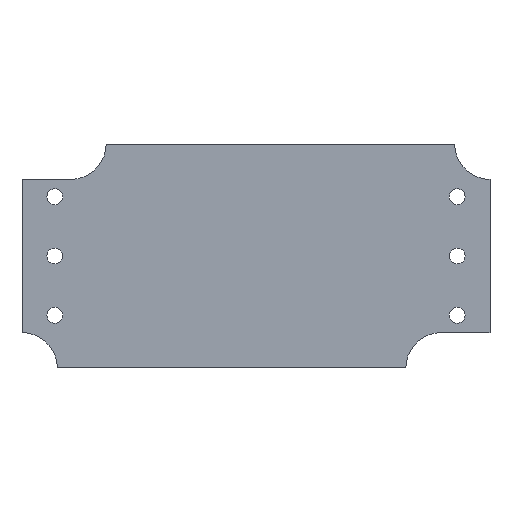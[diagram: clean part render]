
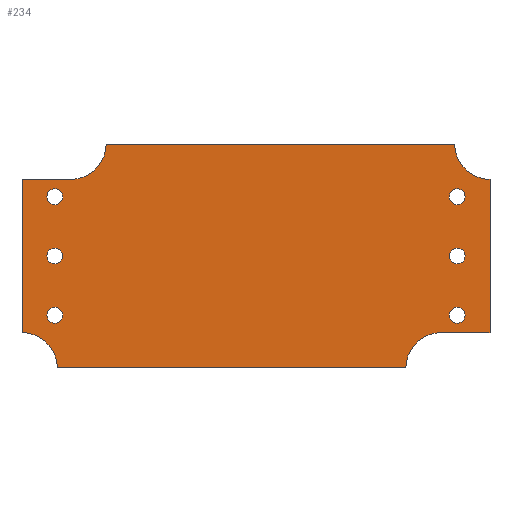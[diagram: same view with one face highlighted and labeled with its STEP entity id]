
A CAD part, top view. The second image highlights one B-rep face of the part: STEP entity #234.
In plain terms, the highlighted planar face has unit normal (0, 0, 1).
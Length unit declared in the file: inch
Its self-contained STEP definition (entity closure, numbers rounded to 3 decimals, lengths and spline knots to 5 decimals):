
#7 = EDGE_CURVE ( 'NONE', #306, #306, #491, .T. ) ;
#16 = VECTOR ( 'NONE', #29, 39.37008 ) ;
#18 = EDGE_CURVE ( 'NONE', #357, #357, #515, .T. ) ;
#22 = ORIENTED_EDGE ( 'NONE', *, *, #57, .T. ) ;
#28 = CARTESIAN_POINT ( 'NONE',  ( -1.87008, 0.55118, 0.064 ) ) ;
#29 = DIRECTION ( 'NONE',  ( -1., 0., 0. ) ) ;
#36 = CARTESIAN_POINT ( 'NONE',  ( -1.87008, -0.55118, 0.064 ) ) ;
#38 = CARTESIAN_POINT ( 'NONE',  ( 1.87008, -0.55118, 0.064 ) ) ;
#39 = CARTESIAN_POINT ( 'NONE',  ( -1.721, 0.712, 0.064 ) ) ;
#47 = PLANE ( 'NONE',  #60 ) ;
#50 = VERTEX_POINT ( 'NONE', #422 ) ;
#52 = CARTESIAN_POINT ( 'NONE',  ( -2.175, 0.712, 0.064 ) ) ;
#57 = EDGE_CURVE ( 'NONE', #50, #180, #80, .T. ) ;
#60 = AXIS2_PLACEMENT_3D ( 'NONE', #650, #246, #227 ) ;
#66 = CARTESIAN_POINT ( 'NONE',  ( -2.175, 0., 0.064 ) ) ;
#68 = AXIS2_PLACEMENT_3D ( 'NONE', #381, #541, #93 ) ;
#74 = ORIENTED_EDGE ( 'NONE', *, *, #249, .T. ) ;
#80 = LINE ( 'NONE', #133, #296 ) ;
#93 = DIRECTION ( 'NONE',  ( -1., 0., 0. ) ) ;
#97 = ORIENTED_EDGE ( 'NONE', *, *, #238, .T. ) ;
#102 = EDGE_LOOP ( 'NONE', ( #281 ) ) ;
#105 = EDGE_CURVE ( 'NONE', #457, #483, #327, .T. ) ;
#113 = AXIS2_PLACEMENT_3D ( 'NONE', #368, #482, #233 ) ;
#122 = EDGE_CURVE ( 'NONE', #355, #355, #463, .T. ) ;
#127 = EDGE_CURVE ( 'NONE', #154, #621, #585, .T. ) ;
#129 = CARTESIAN_POINT ( 'NONE',  ( 1.87008, 0., 0.064 ) ) ;
#130 = DIRECTION ( 'NONE',  ( -1., 0., 0. ) ) ;
#131 = CARTESIAN_POINT ( 'NONE',  ( -2.175, -0.712, 0.064 ) ) ;
#133 = CARTESIAN_POINT ( 'NONE',  ( 2.175, 0., 0.064 ) ) ;
#134 = CARTESIAN_POINT ( 'NONE',  ( 0., 0.712, 0.064 ) ) ;
#135 = AXIS2_PLACEMENT_3D ( 'NONE', #179, #532, #586 ) ;
#138 = FACE_BOUND ( 'NONE', #329, .T. ) ;
#140 = AXIS2_PLACEMENT_3D ( 'NONE', #627, #575, #525 ) ;
#152 = AXIS2_PLACEMENT_3D ( 'NONE', #129, #535, #184 ) ;
#153 = EDGE_CURVE ( 'NONE', #383, #470, #359, .T. ) ;
#154 = VERTEX_POINT ( 'NONE', #39 ) ;
#159 = CARTESIAN_POINT ( 'NONE',  ( 1.79658, 0., 0.064 ) ) ;
#162 = AXIS2_PLACEMENT_3D ( 'NONE', #28, #225, #182 ) ;
#163 = ORIENTED_EDGE ( 'NONE', *, *, #127, .T. ) ;
#166 = ORIENTED_EDGE ( 'NONE', *, *, #122, .T. ) ;
#167 = CARTESIAN_POINT ( 'NONE',  ( -1.847, -1.04, 0.064 ) ) ;
#179 = CARTESIAN_POINT ( 'NONE',  ( 1.87008, 0.55118, 0.064 ) ) ;
#180 = VERTEX_POINT ( 'NONE', #330 ) ;
#181 = CARTESIAN_POINT ( 'NONE',  ( -2.175, -1.04, 0.064 ) ) ;
#182 = DIRECTION ( 'NONE',  ( -1., 0., 0. ) ) ;
#183 = EDGE_LOOP ( 'NONE', ( #166 ) ) ;
#184 = DIRECTION ( 'NONE',  ( -1., 0., 0. ) ) ;
#194 = FACE_BOUND ( 'NONE', #102, .T. ) ;
#198 = ORIENTED_EDGE ( 'NONE', *, *, #271, .T. ) ;
#204 = VERTEX_POINT ( 'NONE', #494 ) ;
#208 = VERTEX_POINT ( 'NONE', #434 ) ;
#209 = DIRECTION ( 'NONE',  ( 1., 0., 0. ) ) ;
#215 = CARTESIAN_POINT ( 'NONE',  ( -1.393, 1.04, 0.064 ) ) ;
#218 = LINE ( 'NONE', #309, #612 ) ;
#219 = VECTOR ( 'NONE', #313, 39.37008 ) ;
#220 = ORIENTED_EDGE ( 'NONE', *, *, #105, .T. ) ;
#221 = CIRCLE ( 'NONE', #140, 0.328 ) ;
#225 = DIRECTION ( 'NONE',  ( 0., 0., -1. ) ) ;
#226 = DIRECTION ( 'NONE',  ( -1., 0., 0. ) ) ;
#227 = DIRECTION ( 'NONE',  ( 1., 0., 0. ) ) ;
#233 = DIRECTION ( 'NONE',  ( -1., 0., 0. ) ) ;
#234 = ADVANCED_FACE ( 'NONE', ( #439, #138, #487, #645, #194, #389, #596 ), #47, .T. ) ;
#235 = VERTEX_POINT ( 'NONE', #425 ) ;
#238 = EDGE_CURVE ( 'NONE', #235, #50, #632, .T. ) ;
#241 = CARTESIAN_POINT ( 'NONE',  ( -1.94358, -0.55118, 0.064 ) ) ;
#246 = DIRECTION ( 'NONE',  ( 0., 0., 1. ) ) ;
#248 = VECTOR ( 'NONE', #130, 39.37008 ) ;
#249 = EDGE_CURVE ( 'NONE', #483, #154, #221, .T. ) ;
#250 = EDGE_LOOP ( 'NONE', ( #573 ) ) ;
#270 = EDGE_LOOP ( 'NONE', ( #97, #22, #285, #220, #74, #163, #273, #350, #611, #492 ) ) ;
#271 = EDGE_CURVE ( 'NONE', #351, #351, #504, .T. ) ;
#273 = ORIENTED_EDGE ( 'NONE', *, *, #512, .T. ) ;
#281 = ORIENTED_EDGE ( 'NONE', *, *, #402, .T. ) ;
#284 = DIRECTION ( 'NONE',  ( -1., 0., 0. ) ) ;
#285 = ORIENTED_EDGE ( 'NONE', *, *, #294, .T. ) ;
#286 = DIRECTION ( 'NONE',  ( 0., 1., 0. ) ) ;
#293 = DIRECTION ( 'NONE',  ( 0., 0., -1. ) ) ;
#294 = EDGE_CURVE ( 'NONE', #180, #457, #391, .T. ) ;
#296 = VECTOR ( 'NONE', #286, 39.37008 ) ;
#302 = CARTESIAN_POINT ( 'NONE',  ( -1.94358, 0.55118, 0.064 ) ) ;
#306 = VERTEX_POINT ( 'NONE', #159 ) ;
#309 = CARTESIAN_POINT ( 'NONE',  ( 0., -1.04, 0.064 ) ) ;
#313 = DIRECTION ( 'NONE',  ( 0., -1., 0. ) ) ;
#317 = CARTESIAN_POINT ( 'NONE',  ( 1.721, -1.04, 0.064 ) ) ;
#327 = LINE ( 'NONE', #527, #16 ) ;
#329 = EDGE_LOOP ( 'NONE', ( #198 ) ) ;
#330 = CARTESIAN_POINT ( 'NONE',  ( 2.175, 0.712, 0.064 ) ) ;
#332 = EDGE_CURVE ( 'NONE', #401, #401, #561, .T. ) ;
#350 = ORIENTED_EDGE ( 'NONE', *, *, #153, .T. ) ;
#351 = VERTEX_POINT ( 'NONE', #241 ) ;
#355 = VERTEX_POINT ( 'NONE', #558 ) ;
#357 = VERTEX_POINT ( 'NONE', #602 ) ;
#359 = CIRCLE ( 'NONE', #444, 0.328 ) ;
#368 = CARTESIAN_POINT ( 'NONE',  ( 2.175, 1.04, 0.064 ) ) ;
#381 = CARTESIAN_POINT ( 'NONE',  ( -1.87008, 0., 0.064 ) ) ;
#383 = VERTEX_POINT ( 'NONE', #131 ) ;
#389 = FACE_BOUND ( 'NONE', #410, .T. ) ;
#391 = CIRCLE ( 'NONE', #113, 0.328 ) ;
#399 = ORIENTED_EDGE ( 'NONE', *, *, #7, .T. ) ;
#401 = VERTEX_POINT ( 'NONE', #302 ) ;
#402 = EDGE_CURVE ( 'NONE', #204, #204, #559, .T. ) ;
#405 = ORIENTED_EDGE ( 'NONE', *, *, #18, .T. ) ;
#409 = DIRECTION ( 'NONE',  ( 0., 0., -1. ) ) ;
#410 = EDGE_LOOP ( 'NONE', ( #405 ) ) ;
#413 = LINE ( 'NONE', #66, #219 ) ;
#417 = AXIS2_PLACEMENT_3D ( 'NONE', #317, #409, #567 ) ;
#419 = DIRECTION ( 'NONE',  ( 1., 0., 0. ) ) ;
#422 = CARTESIAN_POINT ( 'NONE',  ( 2.175, -0.712, 0.064 ) ) ;
#425 = CARTESIAN_POINT ( 'NONE',  ( 1.721, -0.712, 0.064 ) ) ;
#434 = CARTESIAN_POINT ( 'NONE',  ( 1.393, -1.04, 0.064 ) ) ;
#435 = EDGE_CURVE ( 'NONE', #208, #235, #523, .T. ) ;
#439 = FACE_BOUND ( 'NONE', #639, .T. ) ;
#444 = AXIS2_PLACEMENT_3D ( 'NONE', #181, #293, #485 ) ;
#457 = VERTEX_POINT ( 'NONE', #458 ) ;
#458 = CARTESIAN_POINT ( 'NONE',  ( 1.847, 1.04, 0.064 ) ) ;
#463 = CIRCLE ( 'NONE', #68, 0.0735 ) ;
#469 = EDGE_CURVE ( 'NONE', #470, #208, #218, .T. ) ;
#470 = VERTEX_POINT ( 'NONE', #167 ) ;
#473 = DIRECTION ( 'NONE',  ( 0., 0., -1. ) ) ;
#482 = DIRECTION ( 'NONE',  ( 0., 0., -1. ) ) ;
#483 = VERTEX_POINT ( 'NONE', #215 ) ;
#485 = DIRECTION ( 'NONE',  ( -1., 0., 0. ) ) ;
#487 = FACE_BOUND ( 'NONE', #183, .T. ) ;
#491 = CIRCLE ( 'NONE', #152, 0.0735 ) ;
#492 = ORIENTED_EDGE ( 'NONE', *, *, #435, .T. ) ;
#494 = CARTESIAN_POINT ( 'NONE',  ( 1.79658, 0.55118, 0.064 ) ) ;
#504 = CIRCLE ( 'NONE', #594, 0.0735 ) ;
#512 = EDGE_CURVE ( 'NONE', #621, #383, #413, .T. ) ;
#515 = CIRCLE ( 'NONE', #549, 0.0735 ) ;
#523 = CIRCLE ( 'NONE', #417, 0.328 ) ;
#525 = DIRECTION ( 'NONE',  ( -1., 0., 0. ) ) ;
#527 = CARTESIAN_POINT ( 'NONE',  ( 0., 1.04, 0.064 ) ) ;
#532 = DIRECTION ( 'NONE',  ( 0., 0., -1. ) ) ;
#535 = DIRECTION ( 'NONE',  ( 0., 0., -1. ) ) ;
#541 = DIRECTION ( 'NONE',  ( 0., 0., -1. ) ) ;
#549 = AXIS2_PLACEMENT_3D ( 'NONE', #38, #589, #226 ) ;
#558 = CARTESIAN_POINT ( 'NONE',  ( -1.94358, 0., 0.064 ) ) ;
#559 = CIRCLE ( 'NONE', #135, 0.0735 ) ;
#561 = CIRCLE ( 'NONE', #162, 0.0735 ) ;
#567 = DIRECTION ( 'NONE',  ( -1., 0., 0. ) ) ;
#573 = ORIENTED_EDGE ( 'NONE', *, *, #332, .T. ) ;
#575 = DIRECTION ( 'NONE',  ( 0., 0., -1. ) ) ;
#585 = LINE ( 'NONE', #134, #248 ) ;
#586 = DIRECTION ( 'NONE',  ( -1., 0., 0. ) ) ;
#589 = DIRECTION ( 'NONE',  ( 0., 0., -1. ) ) ;
#594 = AXIS2_PLACEMENT_3D ( 'NONE', #36, #473, #284 ) ;
#596 = FACE_OUTER_BOUND ( 'NONE', #270, .T. ) ;
#602 = CARTESIAN_POINT ( 'NONE',  ( 1.79658, -0.55118, 0.064 ) ) ;
#611 = ORIENTED_EDGE ( 'NONE', *, *, #469, .T. ) ;
#612 = VECTOR ( 'NONE', #209, 39.37008 ) ;
#621 = VERTEX_POINT ( 'NONE', #52 ) ;
#627 = CARTESIAN_POINT ( 'NONE',  ( -1.721, 1.04, 0.064 ) ) ;
#632 = LINE ( 'NONE', #633, #647 ) ;
#633 = CARTESIAN_POINT ( 'NONE',  ( 0., -0.712, 0.064 ) ) ;
#639 = EDGE_LOOP ( 'NONE', ( #399 ) ) ;
#645 = FACE_BOUND ( 'NONE', #250, .T. ) ;
#647 = VECTOR ( 'NONE', #419, 39.37008 ) ;
#650 = CARTESIAN_POINT ( 'NONE',  ( 0., 0., 0.064 ) ) ;
